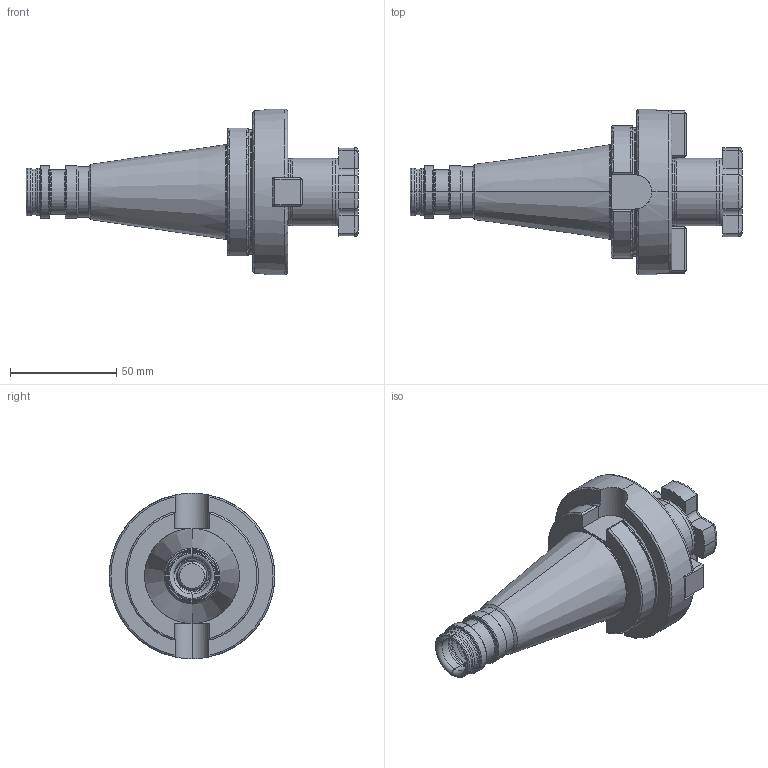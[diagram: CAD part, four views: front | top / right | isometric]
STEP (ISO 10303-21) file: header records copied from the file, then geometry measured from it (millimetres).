
FILE_DESCRIPTION (( 'STEP AP203' ), '1' );
FILE_NAME ('401.11.32.STEP', '2016-11-26T05:30:43', ( '' ), ( '' ), 'SwSTEP 2.0', 'SolidWorks 2012', '' );
FILE_SCHEMA (( 'CONFIG_CONTROL_DESIGN' ));
Length unit declared in the file: millimetre
Products named in the file (5): 102.11.32_M5xP0.8-14L; 面銑刀墊塊32; 十字螺絲FMB32; 401.11.32
Assembly tree (6 placements, depth 2):
  401.11.32
    401.11.32
    十字螺絲FMB32
    面銑刀墊塊32  x2
    102.11.32_M5xP0.8-14L  x2
Bounding box: 156.4 x 78 x 78 mm (x, y, z)
Volume: 197278.3 mm3; surface area: 46667.5 mm2
Topology: 6 solids, 6 shells, 532 faces, 1341 edges, 828 vertices
Faces by surface type: cylinder 249, plane 131, torus 68, cone 58, bspline 26
Entity records: 26985 total; most frequent: CARTESIAN_POINT 16972, ORIENTED_EDGE 2198, DIRECTION 1817, EDGE_CURVE 1099, AXIS2_PLACEMENT_3D 704, VERTEX_POINT 683, EDGE_LOOP 444, ADVANCED_FACE 432
